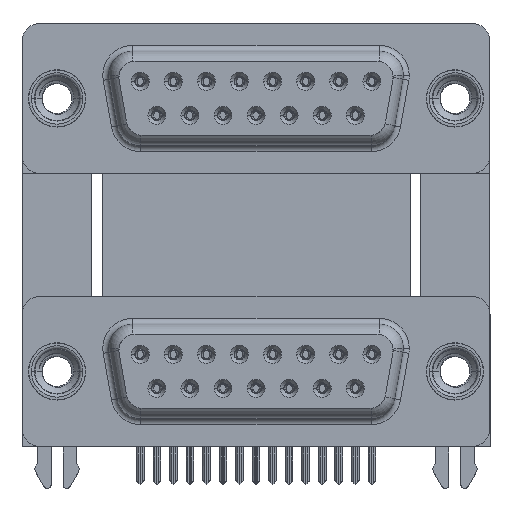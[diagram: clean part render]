
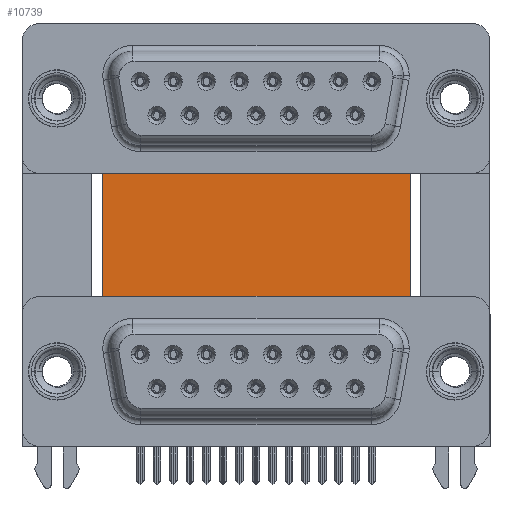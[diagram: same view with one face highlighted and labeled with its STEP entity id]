
A CAD part, top view. The second image highlights one B-rep face of the part: STEP entity #10739.
In plain terms, the highlighted planar face has unit normal (0, 0, 1).
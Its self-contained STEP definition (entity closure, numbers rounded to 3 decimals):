
#180 = VECTOR ( 'NONE', #29778, 1000. ) ;
#745 = EDGE_LOOP ( 'NONE', ( #1783, #14572, #28762, #1181 ) ) ;
#1181 = ORIENTED_EDGE ( 'NONE', *, *, #25299, .T. ) ;
#1783 = ORIENTED_EDGE ( 'NONE', *, *, #31321, .T. ) ;
#2173 = LINE ( 'NONE', #29523, #180 ) ;
#2368 = FACE_OUTER_BOUND ( 'NONE', #745, .T. ) ;
#3811 = CARTESIAN_POINT ( 'NONE',  ( 3.79, -3.735, -12. ) ) ;
#3995 = CARTESIAN_POINT ( 'NONE',  ( 3.79, 16.585, -12. ) ) ;
#4506 = DIRECTION ( 'NONE',  ( 1., 0., 0. ) ) ;
#5133 = AXIS2_PLACEMENT_3D ( 'NONE', #34385, #38021, #42723 ) ;
#9321 = DIRECTION ( 'NONE',  ( 1., 0., 0. ) ) ;
#10553 = EDGE_CURVE ( 'NONE', #16592, #40703, #40147, .T. ) ;
#10739 = ADVANCED_FACE ( 'NONE', ( #2368 ), #11234, .F. ) ;
#11234 = PLANE ( 'NONE',  #5133 ) ;
#13018 = VECTOR ( 'NONE', #40137, 1000. ) ;
#13745 = VERTEX_POINT ( 'NONE', #16905 ) ;
#14572 = ORIENTED_EDGE ( 'NONE', *, *, #14714, .F. ) ;
#14714 = EDGE_CURVE ( 'NONE', #40703, #13745, #2173, .T. ) ;
#15815 = VECTOR ( 'NONE', #9321, 1000. ) ;
#16214 = LINE ( 'NONE', #28188, #13018 ) ;
#16592 = VERTEX_POINT ( 'NONE', #48132 ) ;
#16905 = CARTESIAN_POINT ( 'NONE',  ( 29.58, -3.735, -12. ) ) ;
#22599 = VECTOR ( 'NONE', #4506, 1000. ) ;
#25299 = EDGE_CURVE ( 'NONE', #16592, #42524, #16214, .T. ) ;
#28188 = CARTESIAN_POINT ( 'NONE',  ( 3.79, 16.585, -12. ) ) ;
#28762 = ORIENTED_EDGE ( 'NONE', *, *, #10553, .F. ) ;
#29523 = CARTESIAN_POINT ( 'NONE',  ( 29.58, 16.585, -12. ) ) ;
#29778 = DIRECTION ( 'NONE',  ( 0., -1., 0. ) ) ;
#31321 = EDGE_CURVE ( 'NONE', #42524, #13745, #48898, .T. ) ;
#34385 = CARTESIAN_POINT ( 'NONE',  ( 3.79, 16.585, -12. ) ) ;
#38021 = DIRECTION ( 'NONE',  ( 0., 0., -1. ) ) ;
#40137 = DIRECTION ( 'NONE',  ( 0., -1., 0. ) ) ;
#40147 = LINE ( 'NONE', #3995, #22599 ) ;
#40703 = VERTEX_POINT ( 'NONE', #42253 ) ;
#42253 = CARTESIAN_POINT ( 'NONE',  ( 29.58, 16.585, -12. ) ) ;
#42524 = VERTEX_POINT ( 'NONE', #3811 ) ;
#42723 = DIRECTION ( 'NONE',  ( -1., 0., 0. ) ) ;
#44968 = CARTESIAN_POINT ( 'NONE',  ( 3.79, -3.735, -12. ) ) ;
#48132 = CARTESIAN_POINT ( 'NONE',  ( 3.79, 16.585, -12. ) ) ;
#48898 = LINE ( 'NONE', #44968, #15815 ) ;
